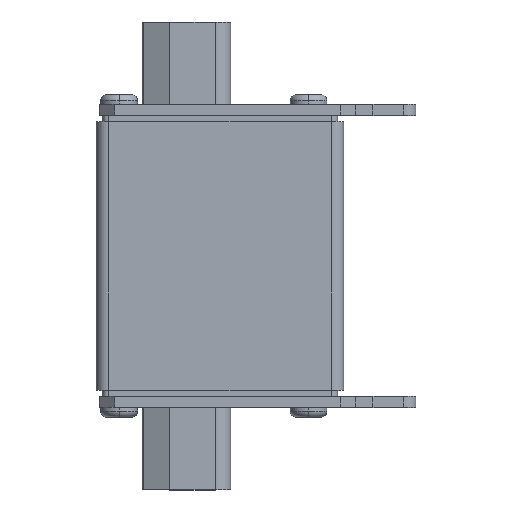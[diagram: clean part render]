
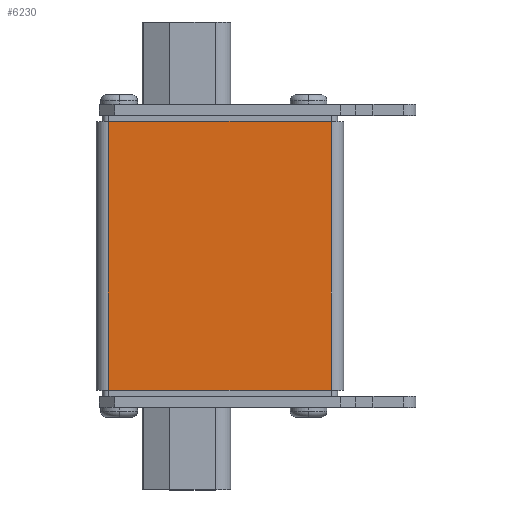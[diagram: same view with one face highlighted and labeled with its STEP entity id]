
A CAD part, top view. The second image highlights one B-rep face of the part: STEP entity #6230.
In plain terms, the highlighted planar face has unit normal (0, 0, 1).
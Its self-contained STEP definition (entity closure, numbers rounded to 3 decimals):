
#423 = VECTOR ( 'NONE', #3277, 1000. ) ;
#788 = VERTEX_POINT ( 'NONE', #6623 ) ;
#902 = EDGE_CURVE ( 'NONE', #3355, #4518, #7133, .T. ) ;
#1363 = PLANE ( 'NONE',  #2983 ) ;
#1539 = CARTESIAN_POINT ( 'NONE',  ( -18.25, -22., 10.25 ) ) ;
#1864 = DIRECTION ( 'NONE',  ( 1., 0., 0. ) ) ;
#1988 = LINE ( 'NONE', #7199, #423 ) ;
#2124 = VECTOR ( 'NONE', #6068, 1000. ) ;
#2162 = ORIENTED_EDGE ( 'NONE', *, *, #902, .F. ) ;
#2197 = VERTEX_POINT ( 'NONE', #2795 ) ;
#2322 = ORIENTED_EDGE ( 'NONE', *, *, #6918, .T. ) ;
#2717 = VECTOR ( 'NONE', #1864, 1000. ) ;
#2795 = CARTESIAN_POINT ( 'NONE',  ( 18.25, -22., 10.25 ) ) ;
#2983 = AXIS2_PLACEMENT_3D ( 'NONE', #4802, #7040, #3679 ) ;
#3277 = DIRECTION ( 'NONE',  ( 0., 1., 0. ) ) ;
#3355 = VERTEX_POINT ( 'NONE', #5444 ) ;
#3397 = EDGE_CURVE ( 'NONE', #788, #3355, #3820, .T. ) ;
#3679 = DIRECTION ( 'NONE',  ( 1., 0., 0. ) ) ;
#3820 = LINE ( 'NONE', #1539, #2124 ) ;
#4110 = CARTESIAN_POINT ( 'NONE',  ( 18.25, 22., 10.25 ) ) ;
#4152 = CARTESIAN_POINT ( 'NONE',  ( -18.25, -22., 10.25 ) ) ;
#4171 = VECTOR ( 'NONE', #4791, 1000. ) ;
#4251 = LINE ( 'NONE', #4152, #2717 ) ;
#4485 = FACE_OUTER_BOUND ( 'NONE', #5404, .T. ) ;
#4518 = VERTEX_POINT ( 'NONE', #4110 ) ;
#4764 = CARTESIAN_POINT ( 'NONE',  ( -18.25, 22., 10.25 ) ) ;
#4791 = DIRECTION ( 'NONE',  ( 1., 0., 0. ) ) ;
#4802 = CARTESIAN_POINT ( 'NONE',  ( -18.25, -22., 10.25 ) ) ;
#5404 = EDGE_LOOP ( 'NONE', ( #6495, #2162, #6667, #2322 ) ) ;
#5444 = CARTESIAN_POINT ( 'NONE',  ( -18.25, 22., 10.25 ) ) ;
#5537 = EDGE_CURVE ( 'NONE', #2197, #4518, #1988, .T. ) ;
#6068 = DIRECTION ( 'NONE',  ( 0., 1., 0. ) ) ;
#6230 = ADVANCED_FACE ( 'NONE', ( #4485 ), #1363, .T. ) ;
#6495 = ORIENTED_EDGE ( 'NONE', *, *, #5537, .T. ) ;
#6623 = CARTESIAN_POINT ( 'NONE',  ( -18.25, -22., 10.25 ) ) ;
#6667 = ORIENTED_EDGE ( 'NONE', *, *, #3397, .F. ) ;
#6918 = EDGE_CURVE ( 'NONE', #788, #2197, #4251, .T. ) ;
#7040 = DIRECTION ( 'NONE',  ( 0., 0., 1. ) ) ;
#7133 = LINE ( 'NONE', #4764, #4171 ) ;
#7199 = CARTESIAN_POINT ( 'NONE',  ( 18.25, -22., 10.25 ) ) ;
